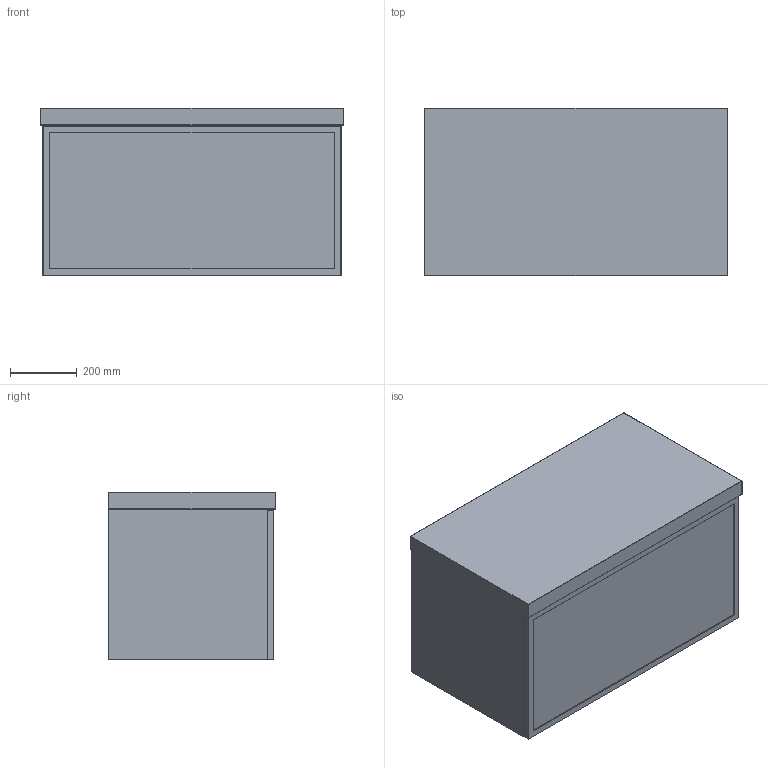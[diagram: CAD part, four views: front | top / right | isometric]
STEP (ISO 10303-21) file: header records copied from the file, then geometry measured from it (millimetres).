
FILE_DESCRIPTION(/* description */ (''),/* implementation_level */ '2;1');
FILE_NAME(/* name */ 'Kado Lux Slim 900 (50MM)',/* time_stamp */ '2025-07-09T15:05:30+10:00',/* author */ (''),/* organization */ (''),/* preprocessor_version */ 'ST-DEVELOPER v16.5',/* originating_system */ '',/* authorisation */ '');
FILE_SCHEMA (('AUTOMOTIVE_DESIGN'));
Length unit declared in the file: millimetre
Products named in the file (9): Document; Kado Lux Slim 900 (50MM); Kado Lux Slim ALL1617; Kado Lux Slim 90015; Kado Lux Slim Carcass 9008; Lux Slim Drawer Front 8901112; Lux Slim Drawer Front 8902345; 50MM Benchtop (Semi-Inset) ALL1314; 900 Benchtop (50mm)10
Assembly tree (8 placements, depth 6):
  Document
    Kado Lux Slim 900 (50MM)
      Kado Lux Slim ALL1617
        Kado Lux Slim 90015
          Kado Lux Slim Carcass 9008
          Lux Slim Drawer Front 8901112
            Lux Slim Drawer Front 8902345
      50MM Benchtop (Semi-Inset) ALL1314
        900 Benchtop (50mm)10
Bounding box: 905 x 500 x 500 mm (x, y, z)
Volume: 33028628.4 mm3; surface area: 4697955.3 mm2
Topology: 7 solids, 7 shells, 69 faces, 145 edges, 86 vertices
Faces by surface type: plane 52, cylinder 11, bspline 6
Entity records: 2063 total; most frequent: CARTESIAN_POINT 739, ORIENTED_EDGE 278, EDGE_CURVE 139, B_SPLINE_CURVE_WITH_KNOTS 119, DIRECTION 103, VERTEX_POINT 86, AXIS2_PLACEMENT_3D 83, EDGE_LOOP 71
